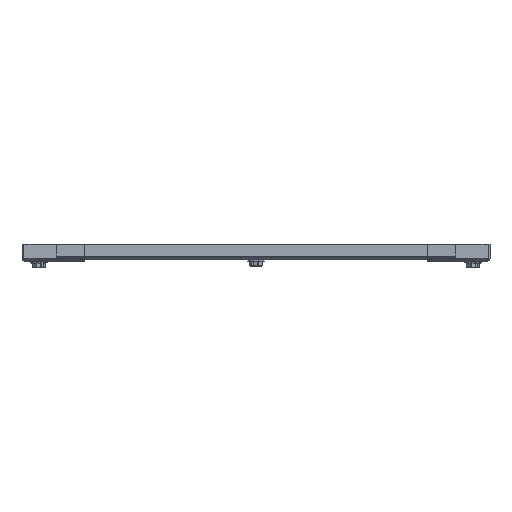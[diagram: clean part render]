
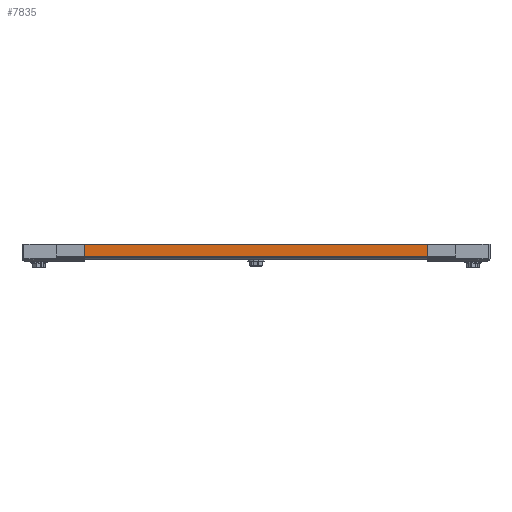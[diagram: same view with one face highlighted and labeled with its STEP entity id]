
A CAD part, front view. The second image highlights one B-rep face of the part: STEP entity #7835.
In plain terms, the highlighted planar face has unit normal (0, -1, 0).
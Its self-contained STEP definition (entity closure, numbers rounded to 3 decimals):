
#181 = ORIENTED_EDGE ( 'NONE', *, *, #2170, .F. ) ;
#305 = LINE ( 'NONE', #5246, #4962 ) ;
#464 = ORIENTED_EDGE ( 'NONE', *, *, #3202, .T. ) ;
#835 = CARTESIAN_POINT ( 'NONE',  ( 10.2, -26., 175. ) ) ;
#1031 = FACE_OUTER_BOUND ( 'NONE', #5377, .T. ) ;
#1171 = AXIS2_PLACEMENT_3D ( 'NONE', #4356, #10065, #4130 ) ;
#1634 = DIRECTION ( 'NONE',  ( -1., 0., 0. ) ) ;
#2170 = EDGE_CURVE ( 'NONE', #5965, #8829, #7085, .T. ) ;
#2557 = PLANE ( 'NONE',  #1171 ) ;
#2781 = ORIENTED_EDGE ( 'NONE', *, *, #6920, .T. ) ;
#2839 = DIRECTION ( 'NONE',  ( 0., 0., -1. ) ) ;
#3004 = VECTOR ( 'NONE', #9348, 1000. ) ;
#3039 = CARTESIAN_POINT ( 'NONE',  ( 10.2, -26., -175. ) ) ;
#3202 = EDGE_CURVE ( 'NONE', #5965, #4920, #3470, .T. ) ;
#3470 = LINE ( 'NONE', #6842, #3004 ) ;
#3591 = EDGE_CURVE ( 'NONE', #8829, #10054, #7509, .T. ) ;
#3661 = CARTESIAN_POINT ( 'NONE',  ( 10.2, -26., 175. ) ) ;
#3729 = CARTESIAN_POINT ( 'NONE',  ( 0., -26., -175. ) ) ;
#4130 = DIRECTION ( 'NONE',  ( 0., 0., -1. ) ) ;
#4356 = CARTESIAN_POINT ( 'NONE',  ( 13., -26., 175. ) ) ;
#4920 = VERTEX_POINT ( 'NONE', #8109 ) ;
#4962 = VECTOR ( 'NONE', #8570, 1000. ) ;
#5246 = CARTESIAN_POINT ( 'NONE',  ( 0., -26., 175. ) ) ;
#5377 = EDGE_LOOP ( 'NONE', ( #10039, #181, #464, #2781 ) ) ;
#5965 = VERTEX_POINT ( 'NONE', #835 ) ;
#6842 = CARTESIAN_POINT ( 'NONE',  ( 13., -26., 175. ) ) ;
#6920 = EDGE_CURVE ( 'NONE', #4920, #10054, #305, .T. ) ;
#7085 = LINE ( 'NONE', #3661, #7581 ) ;
#7509 = LINE ( 'NONE', #9079, #8388 ) ;
#7581 = VECTOR ( 'NONE', #2839, 1000. ) ;
#7835 = ADVANCED_FACE ( 'NONE', ( #1031 ), #2557, .T. ) ;
#8109 = CARTESIAN_POINT ( 'NONE',  ( 0., -26., 175. ) ) ;
#8388 = VECTOR ( 'NONE', #1634, 1000. ) ;
#8570 = DIRECTION ( 'NONE',  ( 0., 0., -1. ) ) ;
#8829 = VERTEX_POINT ( 'NONE', #3039 ) ;
#9079 = CARTESIAN_POINT ( 'NONE',  ( 13., -26., -175. ) ) ;
#9348 = DIRECTION ( 'NONE',  ( -1., 0., 0. ) ) ;
#10039 = ORIENTED_EDGE ( 'NONE', *, *, #3591, .F. ) ;
#10054 = VERTEX_POINT ( 'NONE', #3729 ) ;
#10065 = DIRECTION ( 'NONE',  ( 0., -1., 0. ) ) ;
